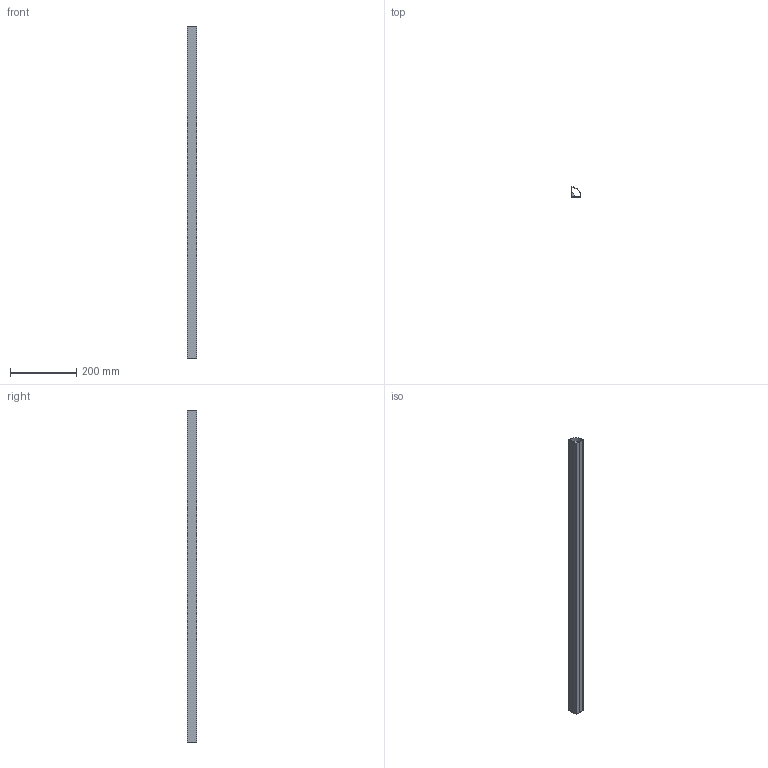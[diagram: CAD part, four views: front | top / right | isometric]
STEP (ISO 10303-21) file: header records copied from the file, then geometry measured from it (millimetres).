
FILE_DESCRIPTION(/* description */ (''),/* implementation_level */ '2;1');
FILE_NAME(/* name */ '3D_Corner_16_Rund.stp',/* time_stamp */ '2021-03-22T15:40:44+01:00',/* author */ ('sstotter'),/* organization */ (''),/* preprocessor_version */ 'ST-DEVELOPER v18.1',/* originating_system */ 'Autodesk Inventor 2021',/* authorisation */ '');
FILE_SCHEMA (('AUTOMOTIVE_DESIGN { 1 0 10303 214 3 1 1 }'));
Length unit declared in the file: millimetre
Products named in the file (1): UNE-028
Bounding box: 30 x 30 x 1000 mm (x, y, z)
Volume: 214613.5 mm3; surface area: 202252.1 mm2
Topology: 2 solids, 2 shells, 15 faces, 33 edges, 22 vertices
Faces by surface type: plane 13, cylinder 2
Entity records: 445 total; most frequent: CARTESIAN_POINT 71, DIRECTION 69, ORIENTED_EDGE 66, EDGE_CURVE 33, LINE 29, VECTOR 29, VERTEX_POINT 22, AXIS2_PLACEMENT_3D 20
